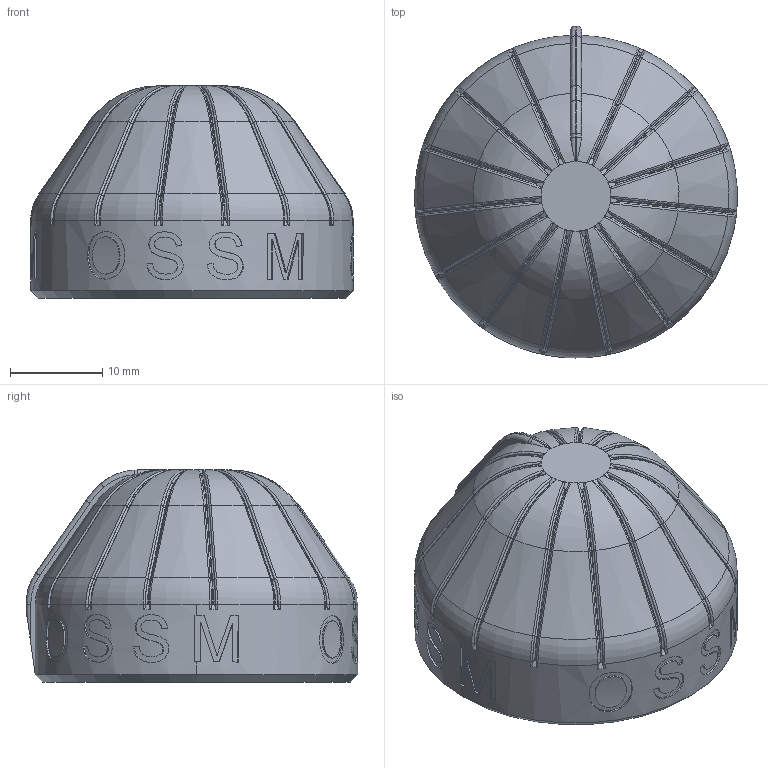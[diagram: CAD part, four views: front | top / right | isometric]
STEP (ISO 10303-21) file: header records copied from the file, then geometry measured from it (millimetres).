
FILE_DESCRIPTION(/* description */ (''),/* implementation_level */ '2;1');
FILE_NAME(/* name */ 'OSSM Remote Knob.step',/* time_stamp */ '2021-12-15T16:54:08-05:00',/* author */ (''),/* organization */ (''),/* preprocessor_version */ 'ST-DEVELOPER v18.1',/* originating_system */ 'Autodesk Translation Framework v10.10.0.1391',/* authorisation */ '');
FILE_SCHEMA (('AUTOMOTIVE_DESIGN { 1 0 10303 214 3 1 1 }'));
Length unit declared in the file: millimetre
Products named in the file (1): Remote Knobs
Bounding box: 35 x 36 x 23 mm (x, y, z)
Volume: 12559.7 mm3; surface area: 4591.5 mm2
Topology: 1 solids, 1 shells, 733 faces, 1996 edges, 1274 vertices
Faces by surface type: bspline 428, cylinder 113, plane 99, torus 71, cone 22
Full cylindrical faces by diameter (mm): 6.2 x1, 20 x1
Entity records: 32141 total; most frequent: CARTESIAN_POINT 16590, ORIENTED_EDGE 3976, DIRECTION 2029, EDGE_CURVE 1988, VERTEX_POINT 1270, B_SPLINE_CURVE_WITH_KNOTS 968, EDGE_LOOP 749, FACE_OUTER_BOUND 733
